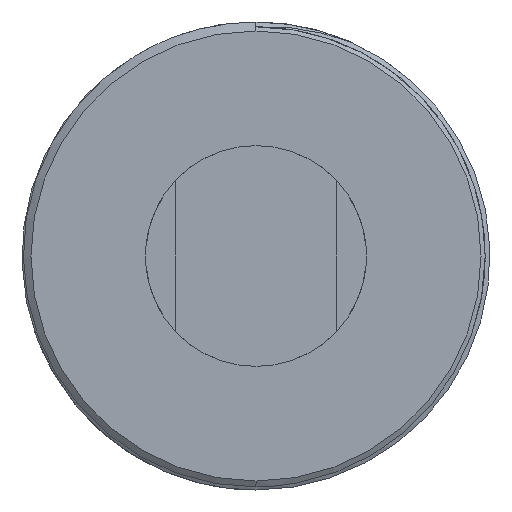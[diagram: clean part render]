
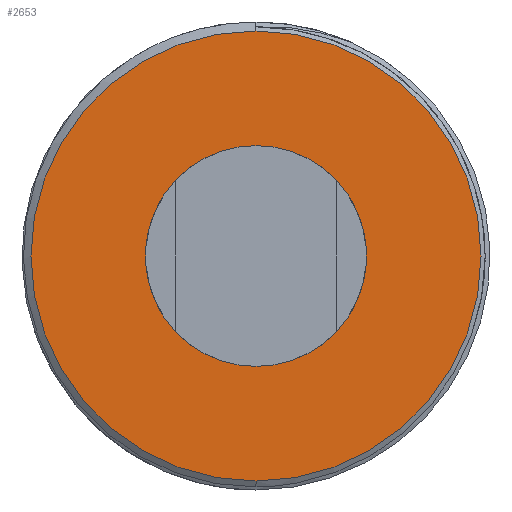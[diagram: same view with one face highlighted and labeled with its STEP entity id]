
A CAD part, left-side view. The second image highlights one B-rep face of the part: STEP entity #2653.
In plain terms, the highlighted planar face has unit normal (-1, 0, 0).
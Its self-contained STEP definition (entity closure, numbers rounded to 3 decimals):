
#44 = DIRECTION ( 'NONE',  ( -1., 0., 0. ) ) ;
#143 = AXIS2_PLACEMENT_3D ( 'NONE', #1370, #2426, #3217 ) ;
#190 = DIRECTION ( 'NONE',  ( 1., 0., 0. ) ) ;
#284 = CARTESIAN_POINT ( 'NONE',  ( 2.75, 0., 0. ) ) ;
#314 = CIRCLE ( 'NONE', #2265, 37.712 ) ;
#378 = VERTEX_POINT ( 'NONE', #1877 ) ;
#431 = CARTESIAN_POINT ( 'NONE',  ( 2.75, 0., 0. ) ) ;
#529 = EDGE_LOOP ( 'NONE', ( #2955, #713 ) ) ;
#576 = CARTESIAN_POINT ( 'NONE',  ( 2.75, 0., 37.712 ) ) ;
#695 = CIRCLE ( 'NONE', #1489, 37.712 ) ;
#697 = CIRCLE ( 'NONE', #2433, 18.5 ) ;
#713 = ORIENTED_EDGE ( 'NONE', *, *, #803, .F. ) ;
#745 = AXIS2_PLACEMENT_3D ( 'NONE', #2855, #190, #1283 ) ;
#779 = DIRECTION ( 'NONE',  ( -1., 0., 0. ) ) ;
#803 = EDGE_CURVE ( 'NONE', #1357, #378, #697, .T. ) ;
#986 = PLANE ( 'NONE',  #745 ) ;
#1067 = EDGE_CURVE ( 'NONE', #378, #1357, #3110, .T. ) ;
#1109 = CARTESIAN_POINT ( 'NONE',  ( 2.75, 0., -18.5 ) ) ;
#1283 = DIRECTION ( 'NONE',  ( 0., 0., -1. ) ) ;
#1295 = VERTEX_POINT ( 'NONE', #576 ) ;
#1334 = CARTESIAN_POINT ( 'NONE',  ( 2.75, 0., 0. ) ) ;
#1357 = VERTEX_POINT ( 'NONE', #1109 ) ;
#1370 = CARTESIAN_POINT ( 'NONE',  ( 2.75, 0., 0. ) ) ;
#1431 = EDGE_LOOP ( 'NONE', ( #2060, #2183 ) ) ;
#1489 = AXIS2_PLACEMENT_3D ( 'NONE', #1334, #1609, #2663 ) ;
#1544 = FACE_BOUND ( 'NONE', #529, .T. ) ;
#1609 = DIRECTION ( 'NONE',  ( -1., 0., 0. ) ) ;
#1790 = FACE_OUTER_BOUND ( 'NONE', #1431, .T. ) ;
#1877 = CARTESIAN_POINT ( 'NONE',  ( 2.75, 0., 18.5 ) ) ;
#2060 = ORIENTED_EDGE ( 'NONE', *, *, #3040, .T. ) ;
#2112 = DIRECTION ( 'NONE',  ( 0., 0., 1. ) ) ;
#2143 = CARTESIAN_POINT ( 'NONE',  ( 2.75, 0., -37.712 ) ) ;
#2183 = ORIENTED_EDGE ( 'NONE', *, *, #2253, .T. ) ;
#2253 = EDGE_CURVE ( 'NONE', #1295, #2733, #314, .T. ) ;
#2265 = AXIS2_PLACEMENT_3D ( 'NONE', #284, #44, #2112 ) ;
#2426 = DIRECTION ( 'NONE',  ( -1., 0., 0. ) ) ;
#2433 = AXIS2_PLACEMENT_3D ( 'NONE', #431, #779, #3458 ) ;
#2653 = ADVANCED_FACE ( 'NONE', ( #1544, #1790 ), #986, .F. ) ;
#2663 = DIRECTION ( 'NONE',  ( 0., 0., 1. ) ) ;
#2733 = VERTEX_POINT ( 'NONE', #2143 ) ;
#2855 = CARTESIAN_POINT ( 'NONE',  ( 2.75, 18.5, 0. ) ) ;
#2955 = ORIENTED_EDGE ( 'NONE', *, *, #1067, .F. ) ;
#3040 = EDGE_CURVE ( 'NONE', #2733, #1295, #695, .T. ) ;
#3110 = CIRCLE ( 'NONE', #143, 18.5 ) ;
#3217 = DIRECTION ( 'NONE',  ( 0., 0., 1. ) ) ;
#3458 = DIRECTION ( 'NONE',  ( 0., 0., 1. ) ) ;
